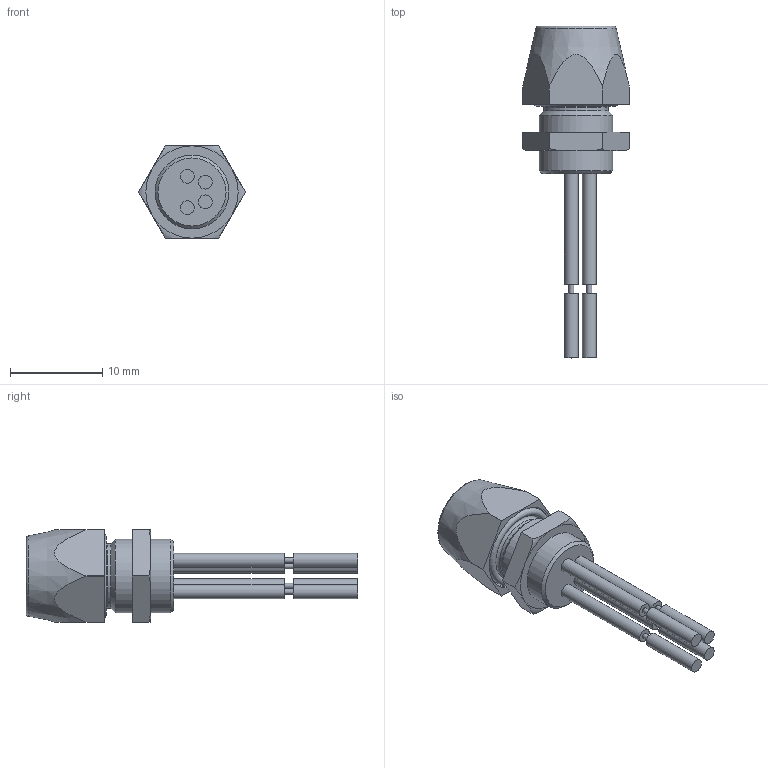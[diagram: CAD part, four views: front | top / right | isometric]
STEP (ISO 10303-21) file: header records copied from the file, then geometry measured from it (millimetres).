
FILE_DESCRIPTION(/* description */ (''),/* implementation_level */ '2;1');
FILE_NAME(/* name */ 'PFKS4-m_stp.stp',/* time_stamp */ '2016-03-10T14:59:09+01:00',/* author */ (''),/* organization */ (''),/* preprocessor_version */ 'ST-DEVELOPER v16',/* originating_system */ 'SIEMENS PLM Software NX 10.0',/* authorisation */ '');
FILE_SCHEMA (('AUTOMOTIVE_DESIGN { 1 0 10303 214 3 1 1 1 }'));
Length unit declared in the file: millimetre
Products named in the file (1): PFKS3-m
Bounding box: 11.55 x 36 x 10 mm (x, y, z)
Volume: 1158.5 mm3; surface area: 1338.8 mm2
Topology: 1 solids, 1 shells, 81 faces, 170 edges, 114 vertices
Faces by surface type: plane 37, cylinder 29, torus 11, cone 4
Full cylindrical faces by diameter (mm): 0.56 x4, 1.075 x4, 1.5 x8, 5.65 x1, 6.96 x1, 7 x1, 7.6 x1, 8 x2, 9.6 x1
Entity records: 1972 total; most frequent: CARTESIAN_POINT 412, DIRECTION 338, ORIENTED_EDGE 240, AXIS2_PLACEMENT_3D 154, EDGE_LOOP 136, EDGE_CURVE 120, FACE_BOUND 104, VERTEX_POINT 96
